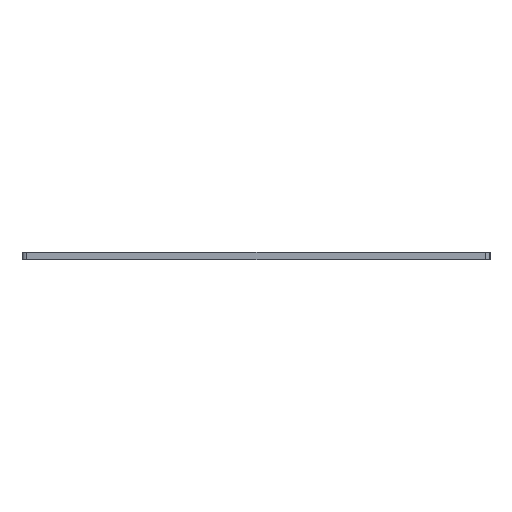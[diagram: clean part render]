
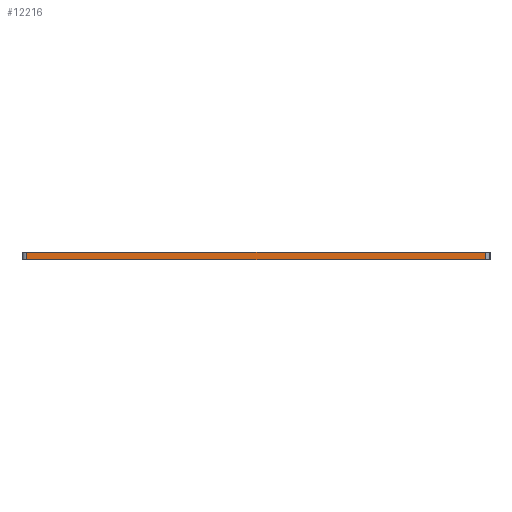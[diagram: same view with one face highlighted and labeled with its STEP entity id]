
A CAD part, left-side view. The second image highlights one B-rep face of the part: STEP entity #12216.
In plain terms, the highlighted planar face has unit normal (-1, 0, 0).
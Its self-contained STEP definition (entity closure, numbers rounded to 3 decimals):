
#450=PLANE('',#13376);
#1048=FACE_OUTER_BOUND('',#1706,.T.);
#1706=EDGE_LOOP('',(#10737,#10738,#10739,#10740));
#1769=LINE('',#16931,#2997);
#1774=LINE('',#16943,#3002);
#2090=LINE('',#18134,#3318);
#2995=LINE('',#20500,#4223);
#2997=VECTOR('',#13385,10.);
#3002=VECTOR('',#13396,10.);
#3318=VECTOR('',#14274,10.);
#4223=VECTOR('',#16919,10.);
#4786=VERTEX_POINT('',#16928);
#4787=VERTEX_POINT('',#16930);
#4791=VERTEX_POINT('',#16942);
#5384=VERTEX_POINT('',#18130);
#5978=EDGE_CURVE('',#4786,#4787,#1769,.T.);
#5984=EDGE_CURVE('',#4787,#4791,#1774,.T.);
#6580=EDGE_CURVE('',#4791,#5384,#2090,.T.);
#7763=EDGE_CURVE('',#5384,#4786,#2995,.T.);
#10737=ORIENTED_EDGE('',*,*,#5978,.F.);
#10738=ORIENTED_EDGE('',*,*,#7763,.F.);
#10739=ORIENTED_EDGE('',*,*,#6580,.F.);
#10740=ORIENTED_EDGE('',*,*,#5984,.F.);
#12216=ADVANCED_FACE('',(#1048),#450,.T.);
#13376=AXIS2_PLACEMENT_3D('',#20499,#16917,#16918);
#13385=DIRECTION('',(0.,0.,-1.));
#13396=DIRECTION('',(0.,1.,0.));
#14274=DIRECTION('',(0.,0.,1.));
#16917=DIRECTION('center_axis',(-1.,0.,0.));
#16918=DIRECTION('ref_axis',(0.,-1.,0.));
#16919=DIRECTION('',(0.,-1.,0.));
#16928=CARTESIAN_POINT('',(0.,-94.25,4.7));
#16930=CARTESIAN_POINT('',(0.,-94.25,3.2));
#16931=CARTESIAN_POINT('',(0.,-94.25,3.2));
#16942=CARTESIAN_POINT('',(0.,-1.,3.2));
#16943=CARTESIAN_POINT('',(0.,-95.25,3.2));
#18130=CARTESIAN_POINT('',(0.,-1.,4.7));
#18134=CARTESIAN_POINT('',(0.,-1.,3.2));
#20499=CARTESIAN_POINT('Origin',(0.,0.,3.2));
#20500=CARTESIAN_POINT('',(0.,-95.25,4.7));
